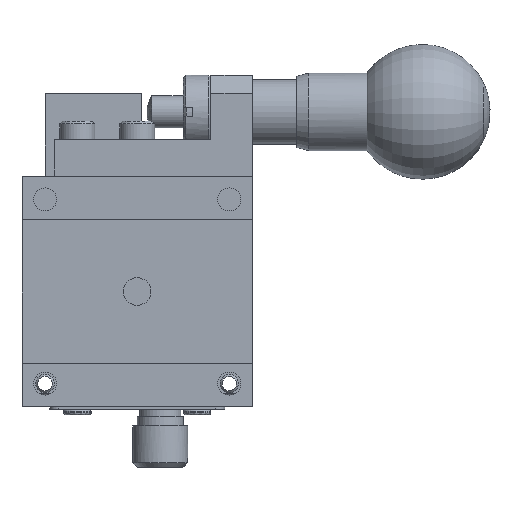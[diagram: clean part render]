
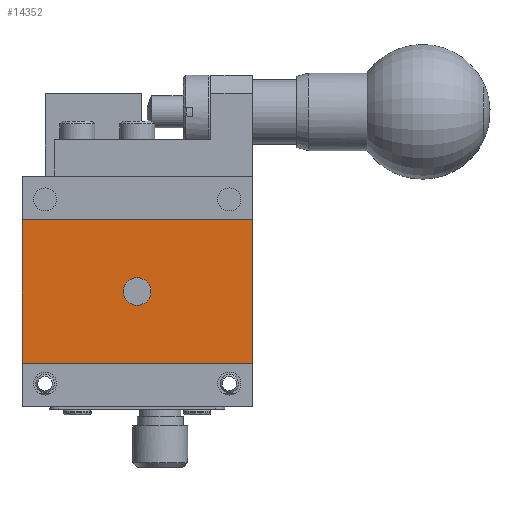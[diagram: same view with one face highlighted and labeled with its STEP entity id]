
A CAD part, front view. The second image highlights one B-rep face of the part: STEP entity #14352.
In plain terms, the highlighted planar face has unit normal (0, 1, 0).
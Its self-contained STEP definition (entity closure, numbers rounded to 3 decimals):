
#31 = ORIENTED_EDGE ( 'NONE', *, *, #11245, .T. ) ;
#174 = DIRECTION ( 'NONE',  ( 0., 0., 1. ) ) ;
#1166 = CARTESIAN_POINT ( 'NONE',  ( 0., 0.2, 7.8 ) ) ;
#1741 = VERTEX_POINT ( 'NONE', #10903 ) ;
#1984 = LINE ( 'NONE', #30676, #82141 ) ;
#10547 = EDGE_LOOP ( 'NONE', ( #31 ) ) ;
#10903 = CARTESIAN_POINT ( 'NONE',  ( 12.5, 0.2, 7.8 ) ) ;
#11231 = EDGE_CURVE ( 'NONE', #1741, #41585, #74357, .T. ) ;
#11245 = EDGE_CURVE ( 'NONE', #11653, #11653, #43542, .T. ) ;
#11653 = VERTEX_POINT ( 'NONE', #72100 ) ;
#13916 = DIRECTION ( 'NONE',  ( 0., -1., 0. ) ) ;
#14352 = ADVANCED_FACE ( 'NONE', ( #76657, #77980 ), #49759, .T. ) ;
#15033 = EDGE_CURVE ( 'NONE', #65288, #1741, #28131, .T. ) ;
#16890 = ORIENTED_EDGE ( 'NONE', *, *, #68600, .T. ) ;
#24123 = DIRECTION ( 'NONE',  ( 0., 1., 0. ) ) ;
#27479 = CARTESIAN_POINT ( 'NONE',  ( 0., 0.2, -7.8 ) ) ;
#28131 = LINE ( 'NONE', #1166, #73198 ) ;
#28366 = EDGE_CURVE ( 'NONE', #81029, #65288, #1984, .T. ) ;
#29910 = ORIENTED_EDGE ( 'NONE', *, *, #28366, .T. ) ;
#29996 = CARTESIAN_POINT ( 'NONE',  ( -12.5, 0.2, -7.8 ) ) ;
#30121 = VECTOR ( 'NONE', #33653, 1000. ) ;
#30302 = DIRECTION ( 'NONE',  ( 0., 0., 1. ) ) ;
#30676 = CARTESIAN_POINT ( 'NONE',  ( -12.5, 0.2, 0. ) ) ;
#33653 = DIRECTION ( 'NONE',  ( -1., 0., 0. ) ) ;
#40681 = VECTOR ( 'NONE', #61088, 1000. ) ;
#41585 = VERTEX_POINT ( 'NONE', #46812 ) ;
#43542 = CIRCLE ( 'NONE', #70292, 1.5 ) ;
#46812 = CARTESIAN_POINT ( 'NONE',  ( 12.5, 0.2, -7.8 ) ) ;
#46998 = CARTESIAN_POINT ( 'NONE',  ( 0., 0.2, 0. ) ) ;
#49759 = PLANE ( 'NONE',  #80265 ) ;
#49948 = ORIENTED_EDGE ( 'NONE', *, *, #11231, .T. ) ;
#50065 = ORIENTED_EDGE ( 'NONE', *, *, #15033, .T. ) ;
#57206 = CARTESIAN_POINT ( 'NONE',  ( 0., 0.2, 0. ) ) ;
#60659 = CARTESIAN_POINT ( 'NONE',  ( 12.5, 0.2, 0. ) ) ;
#61088 = DIRECTION ( 'NONE',  ( 0., 0., -1. ) ) ;
#65288 = VERTEX_POINT ( 'NONE', #77824 ) ;
#66326 = EDGE_LOOP ( 'NONE', ( #50065, #49948, #16890, #29910 ) ) ;
#68476 = LINE ( 'NONE', #27479, #30121 ) ;
#68600 = EDGE_CURVE ( 'NONE', #41585, #81029, #68476, .T. ) ;
#68695 = DIRECTION ( 'NONE',  ( 1., 0., 0. ) ) ;
#70292 = AXIS2_PLACEMENT_3D ( 'NONE', #46998, #13916, #174 ) ;
#70833 = DIRECTION ( 'NONE',  ( 0., 0., 1. ) ) ;
#72100 = CARTESIAN_POINT ( 'NONE',  ( 0., 0.2, 1.5 ) ) ;
#73198 = VECTOR ( 'NONE', #68695, 1000. ) ;
#74357 = LINE ( 'NONE', #60659, #40681 ) ;
#76657 = FACE_OUTER_BOUND ( 'NONE', #66326, .T. ) ;
#77824 = CARTESIAN_POINT ( 'NONE',  ( -12.5, 0.2, 7.8 ) ) ;
#77980 = FACE_BOUND ( 'NONE', #10547, .T. ) ;
#80265 = AXIS2_PLACEMENT_3D ( 'NONE', #57206, #24123, #30302 ) ;
#81029 = VERTEX_POINT ( 'NONE', #29996 ) ;
#82141 = VECTOR ( 'NONE', #70833, 1000. ) ;
